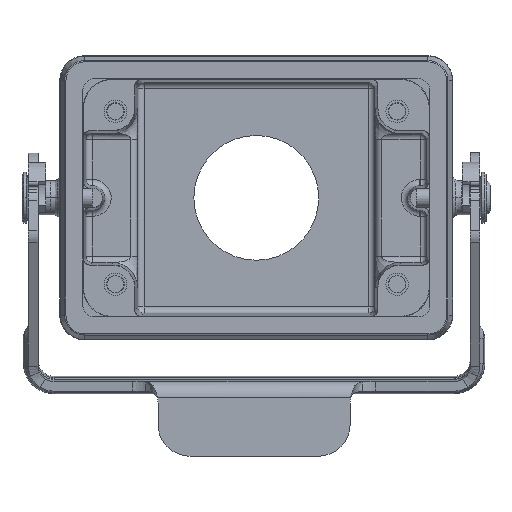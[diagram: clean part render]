
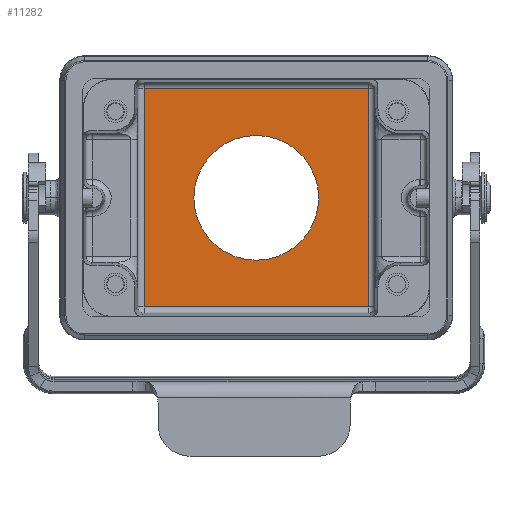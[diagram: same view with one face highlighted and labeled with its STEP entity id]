
A CAD part, front view. The second image highlights one B-rep face of the part: STEP entity #11282.
In plain terms, the highlighted planar face has unit normal (0, -1, 0).
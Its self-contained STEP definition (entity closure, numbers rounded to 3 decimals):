
#1633=DIRECTION('',(0.,0.,-1.));
#1634=VECTOR('',#1633,34.064);
#1635=CARTESIAN_POINT('',(-17.532,37.,17.032));
#1636=LINE('',#1635,#1634);
#1641=CARTESIAN_POINT('',(0.,37.,0.));
#1642=DIRECTION('',(0.,-1.,0.));
#1643=DIRECTION('',(0.,0.,-1.));
#1644=AXIS2_PLACEMENT_3D('',#1641,#1642,#1643);
#1646=CARTESIAN_POINT('',(0.,37.,0.));
#1647=DIRECTION('',(0.,-1.,0.));
#1648=DIRECTION('',(0.,0.,1.));
#1649=AXIS2_PLACEMENT_3D('',#1646,#1647,#1648);
#1651=DIRECTION('',(1.,0.,0.));
#1652=VECTOR('',#1651,35.064);
#1653=CARTESIAN_POINT('',(-17.532,37.,-17.032));
#1654=LINE('',#1653,#1652);
#1715=DIRECTION('',(0.,0.,1.));
#1716=VECTOR('',#1715,34.064);
#1717=CARTESIAN_POINT('',(17.532,37.,-17.032));
#1718=LINE('',#1717,#1716);
#1738=DIRECTION('',(-1.,0.,0.));
#1739=VECTOR('',#1738,35.064);
#1740=CARTESIAN_POINT('',(17.532,37.,17.032));
#1741=LINE('',#1740,#1739);
#7608=CARTESIAN_POINT('',(0.,37.,-9.75));
#7609=CARTESIAN_POINT('',(0.,37.,9.75));
#7610=VERTEX_POINT('',#7608);
#7611=VERTEX_POINT('',#7609);
#7612=CARTESIAN_POINT('',(-17.532,37.,-17.032));
#7613=CARTESIAN_POINT('',(17.532,37.,-17.032));
#7614=VERTEX_POINT('',#7612);
#7615=VERTEX_POINT('',#7613);
#7616=CARTESIAN_POINT('',(-17.532,37.,17.032));
#7617=VERTEX_POINT('',#7616);
#7618=CARTESIAN_POINT('',(17.532,37.,17.032));
#7619=VERTEX_POINT('',#7618);
#11262=CARTESIAN_POINT('',(0.,37.,0.));
#11263=DIRECTION('',(0.,-1.,0.));
#11264=DIRECTION('',(1.,0.,0.));
#11265=AXIS2_PLACEMENT_3D('',#11262,#11263,#11264);
#11266=PLANE('',#11265);
#11268=ORIENTED_EDGE('',*,*,#11267,.F.);
#11269=ORIENTED_EDGE('',*,*,#11252,.F.);
#11271=ORIENTED_EDGE('',*,*,#11270,.F.);
#11273=ORIENTED_EDGE('',*,*,#11272,.F.);
#11274=EDGE_LOOP('',(#11268,#11269,#11271,#11273));
#11275=FACE_OUTER_BOUND('',#11274,.F.);
#11277=ORIENTED_EDGE('',*,*,#11276,.T.);
#11279=ORIENTED_EDGE('',*,*,#11278,.T.);
#11280=EDGE_LOOP('',(#11277,#11279));
#11281=FACE_BOUND('',#11280,.F.);
#1645=CIRCLE('',#1644,9.75);
#1650=CIRCLE('',#1649,9.75);
#11252=EDGE_CURVE('',#7617,#7614,#1636,.T.);
#11267=EDGE_CURVE('',#7614,#7615,#1654,.T.);
#11270=EDGE_CURVE('',#7619,#7617,#1741,.T.);
#11272=EDGE_CURVE('',#7615,#7619,#1718,.T.);
#11276=EDGE_CURVE('',#7610,#7611,#1645,.T.);
#11278=EDGE_CURVE('',#7611,#7610,#1650,.T.);
#11282=ADVANCED_FACE('',(#11275,#11281),#11266,.T.);
